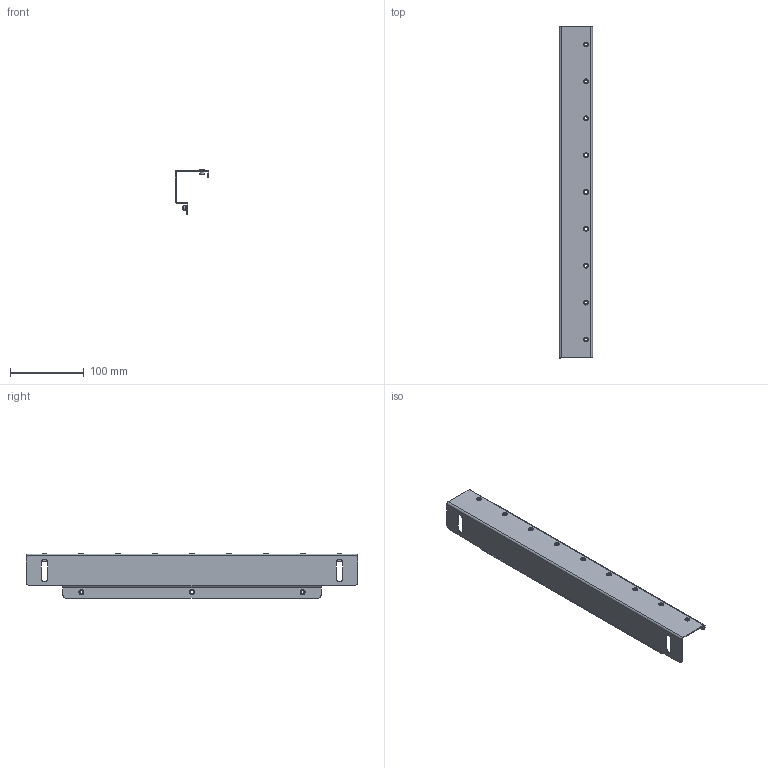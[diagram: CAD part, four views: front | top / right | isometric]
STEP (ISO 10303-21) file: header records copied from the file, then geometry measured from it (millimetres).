
FILE_DESCRIPTION (( 'STEP AP203' ), '1' );
FILE_NAME ('TI-00D-ST-050 TITAN Ñòîéêà âåðò. 500 äëÿ ïàíåëåé ËÃ_ËÌÀ (2øò_êîìïë) IEK.STEP', '2024-02-05T08:57:34', ( '' ), ( '' ), 'SwSTEP 2.0', 'SolidWorks 2022', '' );
FILE_SCHEMA (( 'CONFIG_CONTROL_DESIGN' ));
Length unit declared in the file: millimetre
Products named in the file (3): TI-00D-ST-050 TITAN Стойка верт. 500 для панелей ЛГ_ЛМА (2шт_компл) IEK; Заклёпка резьбовая умен бортик_M4 (вытянутая на 1,4 мм); КИВА 240.10.01-03_-05 (H500)
Assembly tree (13 placements, depth 2):
  TI-00D-ST-050 TITAN Стойка верт. 500 для панелей ЛГ_ЛМА (2шт_компл) IEK
    КИВА 240.10.01-03_-05 (H500)
    Заклёпка резьбовая умен бортик_M4 (вытянутая на 1,4 мм)  x12
Bounding box: 45 x 450 x 60.6 mm (x, y, z)
Volume: 74152.4 mm3; surface area: 109315.8 mm2
Topology: 13 solids, 13 shells, 255 faces, 557 edges, 340 vertices
Faces by surface type: cylinder 140, plane 67, cone 24, torus 24
Entity records: 3432 total; most frequent: DIRECTION 547, CARTESIAN_POINT 475, ORIENTED_EDGE 454, EDGE_CURVE 227, AXIS2_PLACEMENT_3D 214, VERTEX_POINT 142, EDGE_LOOP 121, VECTOR 119
